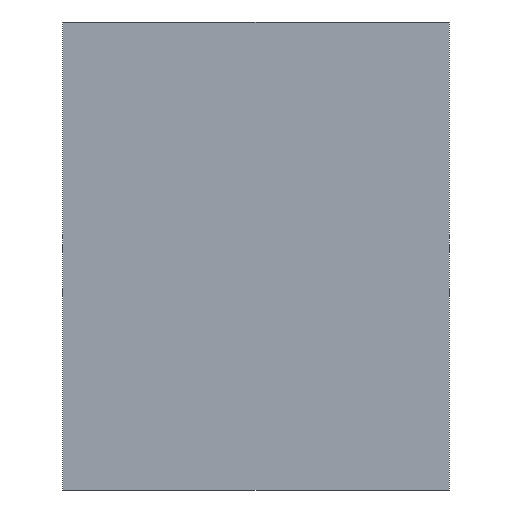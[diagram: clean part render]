
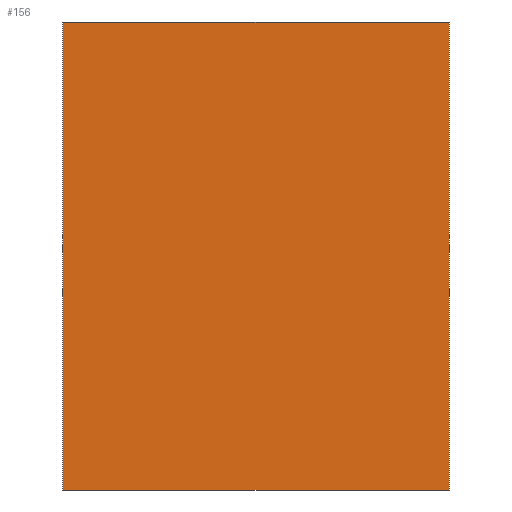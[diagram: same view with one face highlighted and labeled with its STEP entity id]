
A CAD part, left-side view. The second image highlights one B-rep face of the part: STEP entity #156.
In plain terms, the highlighted planar face has unit normal (-1, 0, 0).
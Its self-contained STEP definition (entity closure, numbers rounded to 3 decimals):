
#18=LINE('',#243,#32);
#23=LINE('',#255,#37);
#26=LINE('',#261,#40);
#29=LINE('',#266,#43);
#32=VECTOR('',#202,10.);
#37=VECTOR('',#213,10.);
#40=VECTOR('',#218,10.);
#43=VECTOR('',#223,10.);
#56=FACE_OUTER_BOUND('',#68,.T.);
#68=EDGE_LOOP('',(#135,#136,#137,#138));
#76=VERTEX_POINT('',#241);
#77=VERTEX_POINT('',#242);
#81=VERTEX_POINT('',#254);
#83=VERTEX_POINT('',#260);
#89=EDGE_CURVE('',#76,#77,#18,.T.);
#95=EDGE_CURVE('',#76,#81,#23,.T.);
#98=EDGE_CURVE('',#81,#83,#26,.T.);
#101=EDGE_CURVE('',#83,#77,#29,.T.);
#135=ORIENTED_EDGE('',*,*,#95,.T.);
#136=ORIENTED_EDGE('',*,*,#98,.T.);
#137=ORIENTED_EDGE('',*,*,#101,.T.);
#138=ORIENTED_EDGE('',*,*,#89,.F.);
#146=PLANE('',#184);
#156=ADVANCED_FACE('',(#56),#146,.F.);
#184=AXIS2_PLACEMENT_3D('',#269,#227,#228);
#202=DIRECTION('',(0.,-1.,0.));
#213=DIRECTION('',(0.,0.,-1.));
#218=DIRECTION('',(0.,-1.,0.));
#223=DIRECTION('',(0.,0.,1.));
#227=DIRECTION('center_axis',(1.,0.,0.));
#228=DIRECTION('ref_axis',(0.,1.,0.));
#241=CARTESIAN_POINT('',(0.,47.25,67.25));
#242=CARTESIAN_POINT('',(0.,-47.25,67.25));
#243=CARTESIAN_POINT('',(0.,-47.25,67.25));
#254=CARTESIAN_POINT('',(0.,47.25,-47.25));
#255=CARTESIAN_POINT('',(0.,47.25,47.25));
#260=CARTESIAN_POINT('',(0.,-47.25,-47.25));
#261=CARTESIAN_POINT('',(0.,47.25,-47.25));
#266=CARTESIAN_POINT('',(0.,-47.25,47.25));
#269=CARTESIAN_POINT('Origin',(0.,0.,0.));
